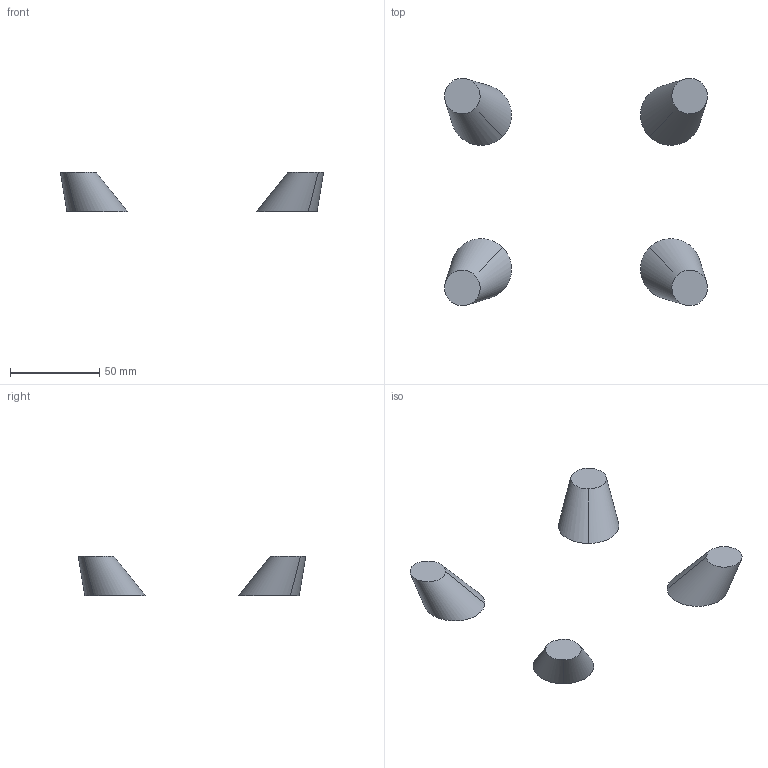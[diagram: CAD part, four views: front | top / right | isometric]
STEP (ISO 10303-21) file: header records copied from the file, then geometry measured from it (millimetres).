
FILE_DESCRIPTION(/* description */ (''),/* implementation_level */ '2;1');
FILE_NAME(/* name */ '허브다리',/* time_stamp */ '2021-02-04T02:27:42+09:00',/* author */ (''),/* organization */ (''),/* preprocessor_version */ 'ST-DEVELOPER v16.5',/* originating_system */ '',/* authorisation */ '');
FILE_SCHEMA (('AUTOMOTIVE_DESIGN'));
Length unit declared in the file: millimetre
Products named in the file (1): Document
Bounding box: 147.61 x 127.61 x 22 mm (x, y, z)
Volume: 51515.2 mm3; surface area: 13440.4 mm2
Topology: 4 solids, 4 shells, 16 faces, 24 edges, 16 vertices
Faces by surface type: plane 8, bspline 8
Entity records: 876 total; most frequent: CARTESIAN_POINT 650, ORIENTED_EDGE 48, EDGE_CURVE 24, B_SPLINE_CURVE_WITH_KNOTS 24, ADVANCED_FACE 16, FACE_OUTER_BOUND 16, EDGE_LOOP 16, VERTEX_POINT 16
